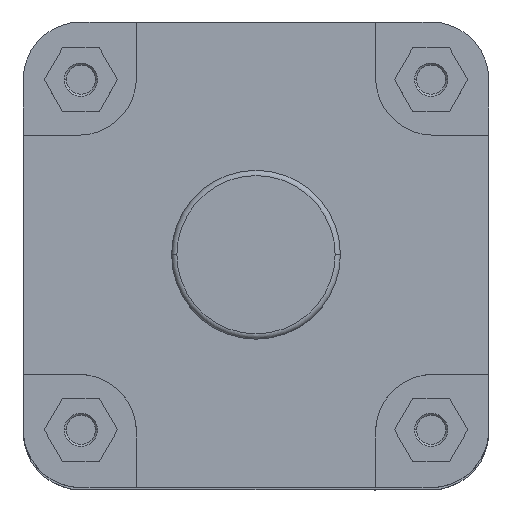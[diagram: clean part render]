
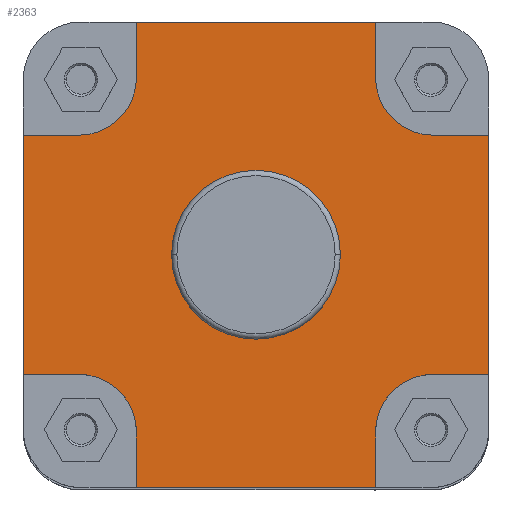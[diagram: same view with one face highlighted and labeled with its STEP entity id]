
A CAD part, top view. The second image highlights one B-rep face of the part: STEP entity #2363.
In plain terms, the highlighted planar face has unit normal (0, 0, 1).
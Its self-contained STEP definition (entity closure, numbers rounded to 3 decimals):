
#539 = EDGE_CURVE ( 'NONE', #1126, #1158, #3341, .T. ) ;
#548 = EDGE_CURVE ( 'NONE', #1153, #1159, #3353, .T. ) ;
#550 = EDGE_CURVE ( 'NONE', #1061, #1078, #3358, .T. ) ;
#551 = EDGE_CURVE ( 'NONE', #1158, #1126, #3359, .T. ) ;
#568 = EDGE_CURVE ( 'NONE', #1078, #1102, #3385, .T. ) ;
#570 = EDGE_CURVE ( 'NONE', #1066, #1102, #3383, .T. ) ;
#574 = EDGE_CURVE ( 'NONE', #1159, #1062, #3393, .T. ) ;
#609 = EDGE_CURVE ( 'NONE', #1182, #1137, #3455, .T. ) ;
#624 = EDGE_CURVE ( 'NONE', #1169, #1193, #3486, .T. ) ;
#625 = EDGE_CURVE ( 'NONE', #1066, #1082, #3462, .T. ) ;
#632 = EDGE_CURVE ( 'NONE', #1125, #1053, #3496, .T. ) ;
#638 = EDGE_CURVE ( 'NONE', #1053, #1169, #3503, .T. ) ;
#640 = EDGE_CURVE ( 'NONE', #1064, #1153, #3506, .T. ) ;
#641 = EDGE_CURVE ( 'NONE', #1082, #1064, #3513, .T. ) ;
#643 = EDGE_CURVE ( 'NONE', #1193, #1137, #3514, .T. ) ;
#649 = EDGE_CURVE ( 'NONE', #1098, #1125, #3525, .T. ) ;
#651 = EDGE_CURVE ( 'NONE', #1062, #1098, #3531, .T. ) ;
#656 = EDGE_CURVE ( 'NONE', #1182, #1061, #3538, .T. ) ;
#823 = AXIS2_PLACEMENT_3D ( 'NONE', #3585, #3592, #3593 ) ;
#827 = AXIS2_PLACEMENT_3D ( 'NONE', #3615, #3619, #3620 ) ;
#830 = AXIS2_PLACEMENT_3D ( 'NONE', #3621, #3622, #3623 ) ;
#854 = AXIS2_PLACEMENT_3D ( 'NONE', #3762, #3790, #3791 ) ;
#860 = AXIS2_PLACEMENT_3D ( 'NONE', #3821, #3831, #3832 ) ;
#862 = AXIS2_PLACEMENT_3D ( 'NONE', #3843, #3854, #3855 ) ;
#1053 = VERTEX_POINT ( 'NONE', #4011 ) ;
#1061 = VERTEX_POINT ( 'NONE', #4019 ) ;
#1062 = VERTEX_POINT ( 'NONE', #4020 ) ;
#1064 = VERTEX_POINT ( 'NONE', #4022 ) ;
#1066 = VERTEX_POINT ( 'NONE', #4024 ) ;
#1078 = VERTEX_POINT ( 'NONE', #4036 ) ;
#1082 = VERTEX_POINT ( 'NONE', #4040 ) ;
#1098 = VERTEX_POINT ( 'NONE', #4056 ) ;
#1102 = VERTEX_POINT ( 'NONE', #4060 ) ;
#1125 = VERTEX_POINT ( 'NONE', #4083 ) ;
#1126 = VERTEX_POINT ( 'NONE', #4084 ) ;
#1137 = VERTEX_POINT ( 'NONE', #4095 ) ;
#1153 = VERTEX_POINT ( 'NONE', #4111 ) ;
#1158 = VERTEX_POINT ( 'NONE', #4116 ) ;
#1159 = VERTEX_POINT ( 'NONE', #4117 ) ;
#1169 = VERTEX_POINT ( 'NONE', #4127 ) ;
#1182 = VERTEX_POINT ( 'NONE', #4140 ) ;
#1193 = VERTEX_POINT ( 'NONE', #4151 ) ;
#2363 = ADVANCED_FACE ( 'NONE', ( #5231, #5230 ), #4870, .F. ) ;
#2530 = ORIENTED_EDGE ( 'NONE', *, *, #625, .F. ) ;
#2531 = ORIENTED_EDGE ( 'NONE', *, *, #641, .F. ) ;
#2532 = ORIENTED_EDGE ( 'NONE', *, *, #640, .F. ) ;
#2533 = ORIENTED_EDGE ( 'NONE', *, *, #548, .F. ) ;
#2534 = ORIENTED_EDGE ( 'NONE', *, *, #574, .F. ) ;
#2535 = ORIENTED_EDGE ( 'NONE', *, *, #651, .F. ) ;
#2536 = ORIENTED_EDGE ( 'NONE', *, *, #649, .F. ) ;
#2537 = ORIENTED_EDGE ( 'NONE', *, *, #632, .F. ) ;
#2538 = ORIENTED_EDGE ( 'NONE', *, *, #638, .F. ) ;
#2539 = ORIENTED_EDGE ( 'NONE', *, *, #624, .F. ) ;
#2540 = ORIENTED_EDGE ( 'NONE', *, *, #643, .F. ) ;
#2541 = ORIENTED_EDGE ( 'NONE', *, *, #609, .T. ) ;
#2542 = ORIENTED_EDGE ( 'NONE', *, *, #656, .F. ) ;
#2543 = ORIENTED_EDGE ( 'NONE', *, *, #550, .F. ) ;
#2544 = ORIENTED_EDGE ( 'NONE', *, *, #568, .F. ) ;
#2545 = ORIENTED_EDGE ( 'NONE', *, *, #570, .T. ) ;
#2546 = ORIENTED_EDGE ( 'NONE', *, *, #551, .F. ) ;
#2547 = ORIENTED_EDGE ( 'NONE', *, *, #539, .F. ) ;
#3341 = CIRCLE ( 'NONE', #823, 39.9 ) ;
#3350 = VECTOR ( 'NONE', #3616, 1000. ) ;
#3353 = LINE ( 'NONE', #3609, #3350 ) ;
#3358 = CIRCLE ( 'NONE', #827, 27.25 ) ;
#3359 = CIRCLE ( 'NONE', #830, 39.9 ) ;
#3375 = VECTOR ( 'NONE', #3670, 1000. ) ;
#3383 = LINE ( 'NONE', #3669, #3375 ) ;
#3385 = LINE ( 'NONE', #3663, #3386 ) ;
#3386 = VECTOR ( 'NONE', #3664, 1000. ) ;
#3393 = LINE ( 'NONE', #3677, #3394 ) ;
#3394 = VECTOR ( 'NONE', #3678, 1000. ) ;
#3455 = LINE ( 'NONE', #3758, #3456 ) ;
#3456 = VECTOR ( 'NONE', #3759, 1000. ) ;
#3462 = LINE ( 'NONE', #3792, #3466 ) ;
#3466 = VECTOR ( 'NONE', #3793, 1000. ) ;
#3486 = CIRCLE ( 'NONE', #854, 27.25 ) ;
#3496 = LINE ( 'NONE', #3809, #3497 ) ;
#3497 = VECTOR ( 'NONE', #3810, 1000. ) ;
#3501 = VECTOR ( 'NONE', #3823, 1000. ) ;
#3503 = LINE ( 'NONE', #3822, #3501 ) ;
#3505 = VECTOR ( 'NONE', #3829, 1000. ) ;
#3506 = LINE ( 'NONE', #3828, #3505 ) ;
#3513 = CIRCLE ( 'NONE', #860, 27.25 ) ;
#3514 = LINE ( 'NONE', #3835, #3515 ) ;
#3515 = VECTOR ( 'NONE', #3836, 1000. ) ;
#3525 = LINE ( 'NONE', #3848, #3526 ) ;
#3526 = VECTOR ( 'NONE', #3849, 1000. ) ;
#3531 = CIRCLE ( 'NONE', #862, 27.25 ) ;
#3538 = LINE ( 'NONE', #3864, #3539 ) ;
#3539 = VECTOR ( 'NONE', #3865, 1000. ) ;
#3585 = CARTESIAN_POINT ( 'NONE',  ( 0., 0., -65.368 ) ) ;
#3592 = DIRECTION ( 'NONE',  ( 0., 0., 1. ) ) ;
#3593 = DIRECTION ( 'NONE',  ( 1., 0., 0. ) ) ;
#3609 = CARTESIAN_POINT ( 'NONE',  ( 0., 110., -65.368 ) ) ;
#3615 = CARTESIAN_POINT ( 'NONE',  ( -83.75, -83.75, -65.368 ) ) ;
#3616 = DIRECTION ( 'NONE',  ( 1., 0., 0. ) ) ;
#3619 = DIRECTION ( 'NONE',  ( 0., 0., 1. ) ) ;
#3620 = DIRECTION ( 'NONE',  ( -1., 0., 0. ) ) ;
#3621 = CARTESIAN_POINT ( 'NONE',  ( 0., 0., -65.368 ) ) ;
#3622 = DIRECTION ( 'NONE',  ( 0., 0., 1. ) ) ;
#3623 = DIRECTION ( 'NONE',  ( 1., 0., 0. ) ) ;
#3663 = CARTESIAN_POINT ( 'NONE',  ( -110., -56.5, -65.368 ) ) ;
#3664 = DIRECTION ( 'NONE',  ( -1., 0., 0. ) ) ;
#3669 = CARTESIAN_POINT ( 'NONE',  ( -110., -242.141, -65.368 ) ) ;
#3670 = DIRECTION ( 'NONE',  ( 0., -1., 0. ) ) ;
#3677 = CARTESIAN_POINT ( 'NONE',  ( 56.5, 83.75, -65.368 ) ) ;
#3678 = DIRECTION ( 'NONE',  ( 0., -1., 0. ) ) ;
#3758 = CARTESIAN_POINT ( 'NONE',  ( 0., -110., -65.368 ) ) ;
#3759 = DIRECTION ( 'NONE',  ( 1., 0., 0. ) ) ;
#3762 = CARTESIAN_POINT ( 'NONE',  ( 83.75, -83.75, -65.368 ) ) ;
#3790 = DIRECTION ( 'NONE',  ( 0., 0., 1. ) ) ;
#3791 = DIRECTION ( 'NONE',  ( -1., 0., 0. ) ) ;
#3792 = CARTESIAN_POINT ( 'NONE',  ( -83.75, 56.5, -65.368 ) ) ;
#3793 = DIRECTION ( 'NONE',  ( 1., 0., 0. ) ) ;
#3809 = CARTESIAN_POINT ( 'NONE',  ( 110., -242.141, -65.368 ) ) ;
#3810 = DIRECTION ( 'NONE',  ( 0., -1., 0. ) ) ;
#3821 = CARTESIAN_POINT ( 'NONE',  ( -83.75, 83.75, -65.368 ) ) ;
#3822 = CARTESIAN_POINT ( 'NONE',  ( 83.75, -56.5, -65.368 ) ) ;
#3823 = DIRECTION ( 'NONE',  ( -1., 0., 0. ) ) ;
#3828 = CARTESIAN_POINT ( 'NONE',  ( -56.5, 110., -65.368 ) ) ;
#3829 = DIRECTION ( 'NONE',  ( 0., 1., 0. ) ) ;
#3831 = DIRECTION ( 'NONE',  ( 0., 0., 1. ) ) ;
#3832 = DIRECTION ( 'NONE',  ( -1., 0., 0. ) ) ;
#3835 = CARTESIAN_POINT ( 'NONE',  ( 56.5, -110., -65.368 ) ) ;
#3836 = DIRECTION ( 'NONE',  ( 0., -1., 0. ) ) ;
#3843 = CARTESIAN_POINT ( 'NONE',  ( 83.75, 83.75, -65.368 ) ) ;
#3848 = CARTESIAN_POINT ( 'NONE',  ( 110., 56.5, -65.368 ) ) ;
#3849 = DIRECTION ( 'NONE',  ( 1., 0., 0. ) ) ;
#3854 = DIRECTION ( 'NONE',  ( 0., 0., 1. ) ) ;
#3855 = DIRECTION ( 'NONE',  ( -1., 0., 0. ) ) ;
#3864 = CARTESIAN_POINT ( 'NONE',  ( -56.5, -83.75, -65.368 ) ) ;
#3865 = DIRECTION ( 'NONE',  ( 0., 1., 0. ) ) ;
#4011 = CARTESIAN_POINT ( 'NONE',  ( 110., -56.5, -65.368 ) ) ;
#4019 = CARTESIAN_POINT ( 'NONE',  ( -56.5, -83.75, -65.368 ) ) ;
#4020 = CARTESIAN_POINT ( 'NONE',  ( 56.5, 83.75, -65.368 ) ) ;
#4022 = CARTESIAN_POINT ( 'NONE',  ( -56.5, 83.75, -65.368 ) ) ;
#4024 = CARTESIAN_POINT ( 'NONE',  ( -110., 56.5, -65.368 ) ) ;
#4036 = CARTESIAN_POINT ( 'NONE',  ( -83.75, -56.5, -65.368 ) ) ;
#4040 = CARTESIAN_POINT ( 'NONE',  ( -83.75, 56.5, -65.368 ) ) ;
#4056 = CARTESIAN_POINT ( 'NONE',  ( 83.75, 56.5, -65.368 ) ) ;
#4060 = CARTESIAN_POINT ( 'NONE',  ( -110., -56.5, -65.368 ) ) ;
#4083 = CARTESIAN_POINT ( 'NONE',  ( 110., 56.5, -65.368 ) ) ;
#4084 = CARTESIAN_POINT ( 'NONE',  ( 39.9, 0., -65.368 ) ) ;
#4095 = CARTESIAN_POINT ( 'NONE',  ( 56.5, -110., -65.368 ) ) ;
#4111 = CARTESIAN_POINT ( 'NONE',  ( -56.5, 110., -65.368 ) ) ;
#4116 = CARTESIAN_POINT ( 'NONE',  ( -39.9, 0., -65.368 ) ) ;
#4117 = CARTESIAN_POINT ( 'NONE',  ( 56.5, 110., -65.368 ) ) ;
#4127 = CARTESIAN_POINT ( 'NONE',  ( 83.75, -56.5, -65.368 ) ) ;
#4140 = CARTESIAN_POINT ( 'NONE',  ( -56.5, -110., -65.368 ) ) ;
#4151 = CARTESIAN_POINT ( 'NONE',  ( 56.5, -83.75, -65.368 ) ) ;
#4857 = CARTESIAN_POINT ( 'NONE',  ( 0., 39.9, -65.368 ) ) ;
#4870 = PLANE ( 'NONE',  #5563 ) ;
#4871 = DIRECTION ( 'NONE',  ( 0., 0., -1. ) ) ;
#4872 = DIRECTION ( 'NONE',  ( -1., 0., 0. ) ) ;
#5230 = FACE_OUTER_BOUND ( 'NONE', #6470, .T. ) ;
#5231 = FACE_BOUND ( 'NONE', #6514, .T. ) ;
#5563 = AXIS2_PLACEMENT_3D ( 'NONE', #4857, #4871, #4872 ) ;
#6470 = EDGE_LOOP ( 'NONE', ( #2545, #2544, #2543, #2542, #2541, #2540, #2539, #2538, #2537, #2536, #2535, #2534, #2533, #2532, #2531, #2530 ) ) ;
#6514 = EDGE_LOOP ( 'NONE', ( #2547, #2546 ) ) ;
